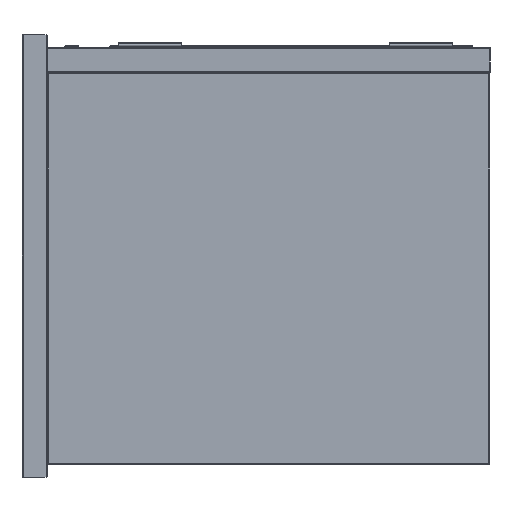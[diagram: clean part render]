
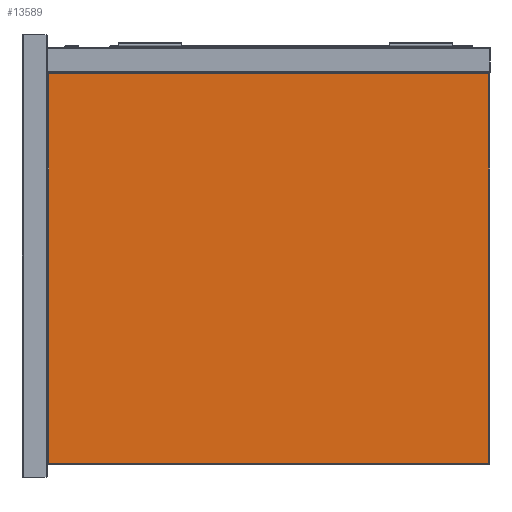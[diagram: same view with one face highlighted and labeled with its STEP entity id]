
A CAD part, left-side view. The second image highlights one B-rep face of the part: STEP entity #13589.
In plain terms, the highlighted planar face has unit normal (-1, 0, 0).
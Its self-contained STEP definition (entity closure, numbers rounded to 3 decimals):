
#572 = EDGE_CURVE ( 'NONE', #8691, #22506, #17392, .T. ) ;
#615 = DIRECTION ( 'NONE',  ( -1., 0., 0. ) ) ;
#1910 = LINE ( 'NONE', #19342, #6532 ) ;
#3817 = CARTESIAN_POINT ( 'NONE',  ( -700., 348., -660. ) ) ;
#6532 = VECTOR ( 'NONE', #28724, 1000. ) ;
#6796 = EDGE_CURVE ( 'NONE', #12956, #8691, #18709, .T. ) ;
#7228 = AXIS2_PLACEMENT_3D ( 'NONE', #9816, #615, #30384 ) ;
#8605 = CARTESIAN_POINT ( 'NONE',  ( -700., -348., -42. ) ) ;
#8608 = DIRECTION ( 'NONE',  ( 0., 1., 0. ) ) ;
#8691 = VERTEX_POINT ( 'NONE', #17827 ) ;
#9816 = CARTESIAN_POINT ( 'NONE',  ( -700., -350., -660. ) ) ;
#10033 = VECTOR ( 'NONE', #18183, 1000. ) ;
#10153 = CARTESIAN_POINT ( 'NONE',  ( -700., -348., -658. ) ) ;
#12956 = VERTEX_POINT ( 'NONE', #28487 ) ;
#13589 = ADVANCED_FACE ( 'Fl�che7', ( #15502 ), #30773, .T. ) ;
#14277 = CARTESIAN_POINT ( 'NONE',  ( -700., -350., -658. ) ) ;
#15502 = FACE_OUTER_BOUND ( 'NONE', #29645, .T. ) ;
#16393 = EDGE_CURVE ( 'NONE', #22248, #12956, #23695, .T. ) ;
#17392 = LINE ( 'NONE', #14277, #10033 ) ;
#17827 = CARTESIAN_POINT ( 'NONE',  ( -700., 348., -658. ) ) ;
#18183 = DIRECTION ( 'NONE',  ( 0., -1., 0. ) ) ;
#18709 = LINE ( 'NONE', #3817, #33950 ) ;
#19342 = CARTESIAN_POINT ( 'NONE',  ( -700., -348., -660. ) ) ;
#22248 = VERTEX_POINT ( 'NONE', #8605 ) ;
#22506 = VERTEX_POINT ( 'NONE', #10153 ) ;
#23695 = LINE ( 'NONE', #24082, #31756 ) ;
#24082 = CARTESIAN_POINT ( 'NONE',  ( -700., 350., -42. ) ) ;
#25354 = DIRECTION ( 'NONE',  ( 0., 0., -1. ) ) ;
#26729 = ORIENTED_EDGE ( 'NONE', *, *, #572, .T. ) ;
#28487 = CARTESIAN_POINT ( 'NONE',  ( -700., 348., -42. ) ) ;
#28724 = DIRECTION ( 'NONE',  ( 0., 0., 1. ) ) ;
#29645 = EDGE_LOOP ( 'NONE', ( #30237, #37507, #36505, #26729 ) ) ;
#30237 = ORIENTED_EDGE ( 'NONE', *, *, #35743, .T. ) ;
#30384 = DIRECTION ( 'NONE',  ( 0., 0., 1. ) ) ;
#30773 = PLANE ( 'NONE',  #7228 ) ;
#31756 = VECTOR ( 'NONE', #8608, 1000. ) ;
#33950 = VECTOR ( 'NONE', #25354, 1000. ) ;
#35743 = EDGE_CURVE ( 'NONE', #22506, #22248, #1910, .T. ) ;
#36505 = ORIENTED_EDGE ( 'NONE', *, *, #6796, .T. ) ;
#37507 = ORIENTED_EDGE ( 'NONE', *, *, #16393, .T. ) ;
